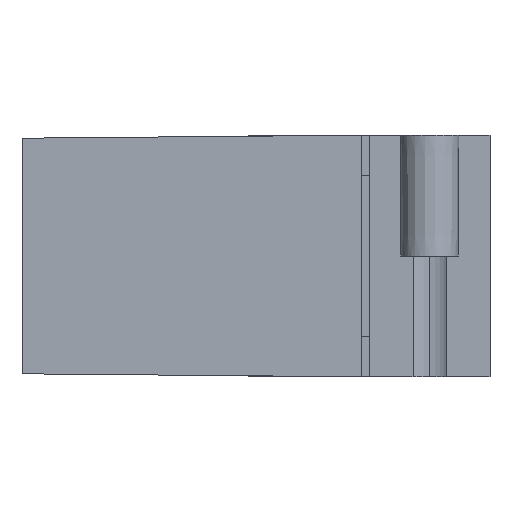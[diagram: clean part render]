
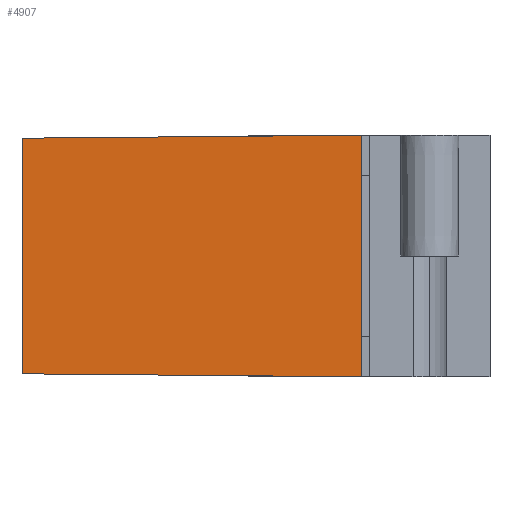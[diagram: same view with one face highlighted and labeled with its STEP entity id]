
A CAD part, left-side view. The second image highlights one B-rep face of the part: STEP entity #4907.
In plain terms, the highlighted face is planar.
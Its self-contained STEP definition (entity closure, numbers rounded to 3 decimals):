
#242 = PLANE ( 'NONE',  #11023 ) ;
#1477 = ORIENTED_EDGE ( 'NONE', *, *, #3949, .F. ) ;
#1639 = VERTEX_POINT ( 'NONE', #16283 ) ;
#1714 = DIRECTION ( 'NONE',  ( -0.009, 1., 0. ) ) ;
#2487 = DIRECTION ( 'NONE',  ( 0., 0., -1. ) ) ;
#2576 = VERTEX_POINT ( 'NONE', #3198 ) ;
#3198 = CARTESIAN_POINT ( 'NONE',  ( 16.854, 22.5, -7.804 ) ) ;
#3323 = CARTESIAN_POINT ( 'NONE',  ( 17.05, 0., -8. ) ) ;
#3597 = LINE ( 'NONE', #8945, #10826 ) ;
#3615 = EDGE_CURVE ( 'NONE', #1639, #18327, #11598, .T. ) ;
#3949 = EDGE_CURVE ( 'NONE', #9883, #2576, #10906, .T. ) ;
#4509 = DIRECTION ( 'NONE',  ( 1., 0.009, 0. ) ) ;
#4803 = ORIENTED_EDGE ( 'NONE', *, *, #6102, .T. ) ;
#4907 = ADVANCED_FACE ( 'NONE', ( #12876 ), #242, .T. ) ;
#5371 = CARTESIAN_POINT ( 'NONE',  ( 17.05, 0., 8. ) ) ;
#5690 = ORIENTED_EDGE ( 'NONE', *, *, #12786, .F. ) ;
#5973 = LINE ( 'NONE', #11139, #9827 ) ;
#6102 = EDGE_CURVE ( 'NONE', #9883, #1639, #3597, .T. ) ;
#6465 = CARTESIAN_POINT ( 'NONE',  ( 16.854, 22.5, 0. ) ) ;
#8945 = CARTESIAN_POINT ( 'NONE',  ( 17.05, 0., 8. ) ) ;
#9827 = VECTOR ( 'NONE', #12597, 1000. ) ;
#9883 = VERTEX_POINT ( 'NONE', #15763 ) ;
#10826 = VECTOR ( 'NONE', #11858, 1000. ) ;
#10906 = LINE ( 'NONE', #6465, #18062 ) ;
#11023 = AXIS2_PLACEMENT_3D ( 'NONE', #17476, #4509, #1714 ) ;
#11093 = EDGE_LOOP ( 'NONE', ( #13070, #5690, #1477, #4803 ) ) ;
#11139 = CARTESIAN_POINT ( 'NONE',  ( 17.047, 0.298, -7.997 ) ) ;
#11598 = LINE ( 'NONE', #5371, #15395 ) ;
#11858 = DIRECTION ( 'NONE',  ( 0.009, -1., 0.009 ) ) ;
#12597 = DIRECTION ( 'NONE',  ( 0.009, -1., -0.009 ) ) ;
#12786 = EDGE_CURVE ( 'NONE', #2576, #18327, #5973, .T. ) ;
#12876 = FACE_OUTER_BOUND ( 'NONE', #11093, .T. ) ;
#13070 = ORIENTED_EDGE ( 'NONE', *, *, #3615, .T. ) ;
#15097 = DIRECTION ( 'NONE',  ( 0., 0., -1. ) ) ;
#15395 = VECTOR ( 'NONE', #2487, 1000. ) ;
#15763 = CARTESIAN_POINT ( 'NONE',  ( 16.854, 22.5, 7.804 ) ) ;
#16283 = CARTESIAN_POINT ( 'NONE',  ( 17.05, 0., 8. ) ) ;
#17476 = CARTESIAN_POINT ( 'NONE',  ( 17.05, 0., 8. ) ) ;
#18062 = VECTOR ( 'NONE', #15097, 1000. ) ;
#18327 = VERTEX_POINT ( 'NONE', #3323 ) ;
